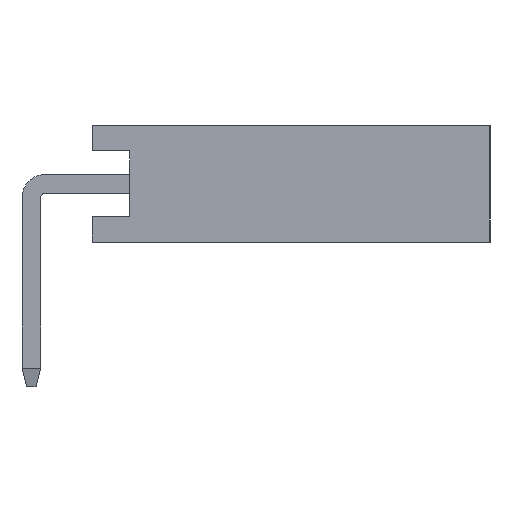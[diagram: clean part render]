
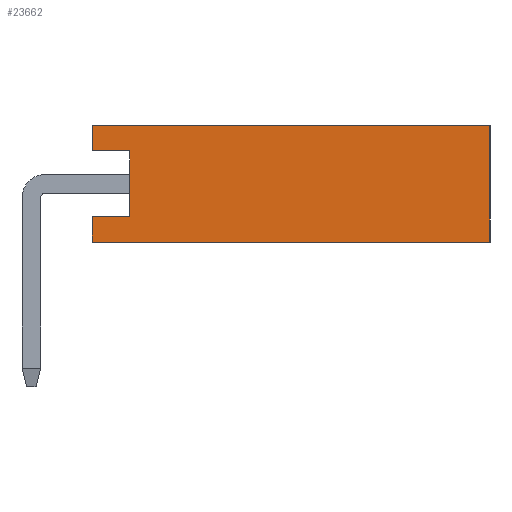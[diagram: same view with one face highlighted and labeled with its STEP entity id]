
A CAD part, left-side view. The second image highlights one B-rep face of the part: STEP entity #23662.
In plain terms, the highlighted planar face has unit normal (-1, 0, 0).
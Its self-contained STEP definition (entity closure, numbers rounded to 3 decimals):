
#4422=ORIENTED_EDGE('',*,*,#7478,.F.);
#4423=ORIENTED_EDGE('',*,*,#6912,.F.);
#4424=ORIENTED_EDGE('',*,*,#6907,.F.);
#4425=ORIENTED_EDGE('',*,*,#6904,.T.);
#4426=ORIENTED_EDGE('',*,*,#6903,.T.);
#4427=ORIENTED_EDGE('',*,*,#6898,.F.);
#4428=ORIENTED_EDGE('',*,*,#7481,.F.);
#4429=ORIENTED_EDGE('',*,*,#5376,.F.);
#5376=EDGE_CURVE('',#7768,#7769,#9272,.T.);
#6898=EDGE_CURVE('',#8758,#8760,#10634,.T.);
#6903=EDGE_CURVE('',#8763,#8760,#10639,.T.);
#6904=EDGE_CURVE('',#8764,#8763,#10640,.T.);
#6907=EDGE_CURVE('',#8764,#8766,#10643,.T.);
#6912=EDGE_CURVE('',#8766,#8768,#10648,.T.);
#7478=EDGE_CURVE('',#8768,#7768,#11142,.T.);
#7481=EDGE_CURVE('',#7769,#8758,#11145,.T.);
#7768=VERTEX_POINT('',#29590);
#7769=VERTEX_POINT('',#29591);
#8758=VERTEX_POINT('',#33590);
#8760=VERTEX_POINT('',#33593);
#8763=VERTEX_POINT('',#33600);
#8764=VERTEX_POINT('',#33605);
#8766=VERTEX_POINT('',#33611);
#8768=VERTEX_POINT('',#33617);
#9272=LINE('',#29589,#11436);
#10634=LINE('',#33592,#12798);
#10639=LINE('',#33602,#12803);
#10640=LINE('',#33604,#12804);
#10643=LINE('',#33610,#12807);
#10648=LINE('',#33620,#12812);
#11142=LINE('',#34683,#13306);
#11145=LINE('',#34688,#13309);
#11436=VECTOR('',#25128,1000.);
#12798=VECTOR('',#27708,1000.);
#12803=VECTOR('',#27715,1000.);
#12804=VECTOR('',#27718,1000.);
#12807=VECTOR('',#27723,1000.);
#12812=VECTOR('',#27730,1000.);
#13306=VECTOR('',#28750,1000.);
#13309=VECTOR('',#28757,1000.);
#14240=EDGE_LOOP('',(#4422,#4423,#4424,#4425,#4426,#4427,#4428,#4429));
#15230=FACE_BOUND('',#14240,.T.);
#16062=PLANE('',#24735);
#23662=ADVANCED_FACE('',(#15230),#16062,.F.);
#24735=AXIS2_PLACEMENT_3D('',#34689,#28758,#28759);
#25128=DIRECTION('',(0.,1.,0.));
#27708=DIRECTION('',(0.,1.,0.));
#27715=DIRECTION('',(0.,0.,-1.));
#27718=DIRECTION('',(0.,1.,0.));
#27723=DIRECTION('',(0.,0.,-1.));
#27730=DIRECTION('',(0.,1.,0.));
#28750=DIRECTION('',(0.,0.,1.));
#28757=DIRECTION('',(0.,0.,-1.));
#28758=DIRECTION('',(1.,0.,0.));
#28759=DIRECTION('',(0.,0.,-1.));
#29589=CARTESIAN_POINT('',(-25.65,-1.25,-3.45));
#29590=CARTESIAN_POINT('',(-25.65,-0.7,-3.45));
#29591=CARTESIAN_POINT('',(-25.65,0.7,-3.45));
#33590=CARTESIAN_POINT('',(-25.65,0.7,-4.25));
#33592=CARTESIAN_POINT('',(-25.65,-1.25,-4.25));
#33593=CARTESIAN_POINT('',(-25.65,1.25,-4.25));
#33600=CARTESIAN_POINT('',(-25.65,1.25,4.25));
#33602=CARTESIAN_POINT('',(-25.65,1.25,4.25));
#33604=CARTESIAN_POINT('',(-25.65,-1.25,4.25));
#33605=CARTESIAN_POINT('',(-25.65,-1.25,4.25));
#33610=CARTESIAN_POINT('',(-25.65,-1.25,4.25));
#33611=CARTESIAN_POINT('',(-25.65,-1.25,-4.25));
#33617=CARTESIAN_POINT('',(-25.65,-0.7,-4.25));
#33620=CARTESIAN_POINT('',(-25.65,-1.25,-4.25));
#34683=CARTESIAN_POINT('',(-25.65,-0.7,4.25));
#34688=CARTESIAN_POINT('',(-25.65,0.7,4.25));
#34689=CARTESIAN_POINT('',(-25.65,-1.25,4.25));
